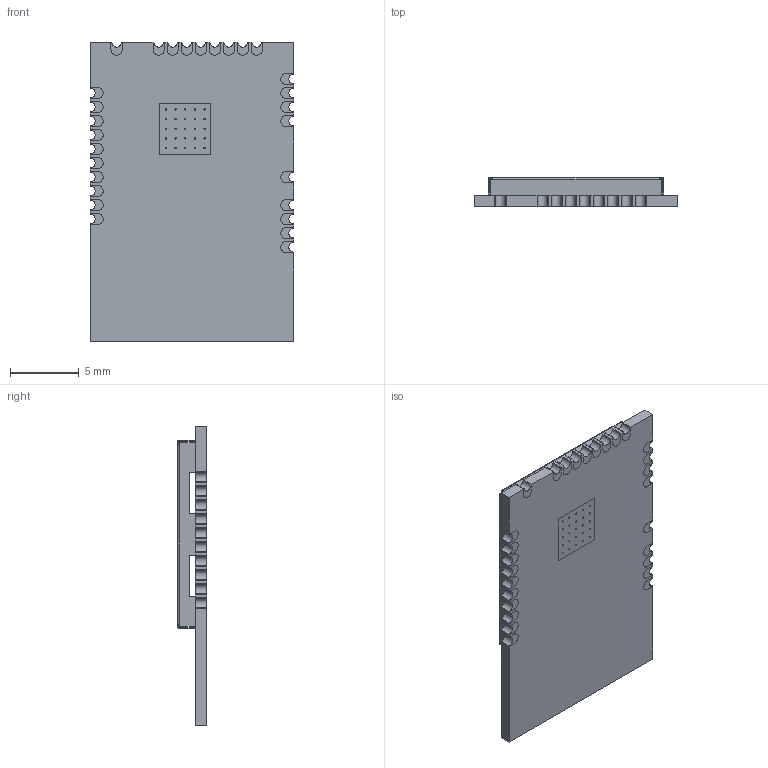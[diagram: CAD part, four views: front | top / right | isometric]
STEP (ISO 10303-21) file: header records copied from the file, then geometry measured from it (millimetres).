
FILE_DESCRIPTION (( 'STEP AP214' ), '1' );
FILE_NAME ('ATWINC1510-MR210PB1944.STEP', '2018-11-07T12:16:05', ( '' ), ( '' ), 'SwSTEP 2.0', 'SolidWorks 2017', '' );
FILE_SCHEMA (( 'AUTOMOTIVE_DESIGN' ));
Length unit declared in the file: millimetre
Products named in the file (1): ATWINC1510-MR210PB1944
Bounding box: 14.73 x 2.11 x 21.72 mm (x, y, z)
Volume: 278.3 mm3; surface area: 1344.5 mm2
Topology: 32 solids, 32 shells, 659 faces, 1747 edges, 1154 vertices
Faces by surface type: plane 486, cylinder 157, bspline 16
Entity records: 23622 total; most frequent: CARTESIAN_POINT 3969, ORIENTED_EDGE 3494, DIRECTION 3261, EDGE_CURVE 1747, VECTOR 1377, LINE 1377, VERTEX_POINT 1154, AXIS2_PLACEMENT_3D 942
